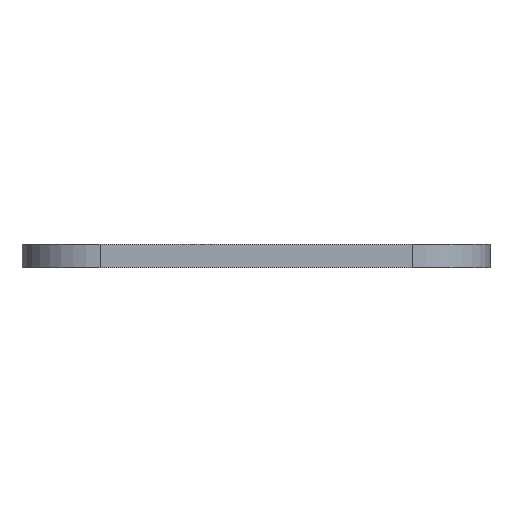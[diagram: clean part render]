
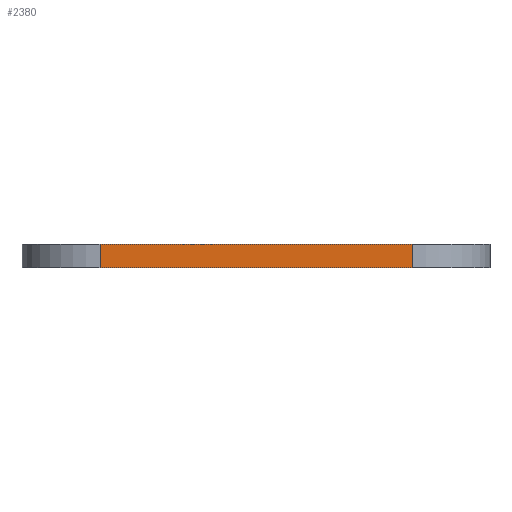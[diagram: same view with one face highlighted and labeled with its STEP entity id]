
A CAD part, front view. The second image highlights one B-rep face of the part: STEP entity #2380.
In plain terms, the highlighted planar face has unit normal (0, -1, 0).
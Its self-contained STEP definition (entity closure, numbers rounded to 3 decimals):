
#83=PLANE('',#2644);
#201=FACE_OUTER_BOUND('',#329,.T.);
#329=EDGE_LOOP('',(#2070,#2071,#2072,#2073));
#380=LINE('',#3520,#599);
#556=LINE('',#4065,#775);
#557=LINE('',#4068,#776);
#558=LINE('',#4069,#777);
#599=VECTOR('',#2799,10.);
#775=VECTOR('',#3357,10.);
#776=VECTOR('',#3360,10.);
#777=VECTOR('',#3361,10.);
#964=VERTEX_POINT('',#3517);
#965=VERTEX_POINT('',#3519);
#1143=VERTEX_POINT('',#4063);
#1144=VERTEX_POINT('',#4067);
#1217=EDGE_CURVE('',#965,#964,#380,.T.);
#1491=EDGE_CURVE('',#964,#1143,#556,.T.);
#1492=EDGE_CURVE('',#1144,#1143,#557,.T.);
#1493=EDGE_CURVE('',#965,#1144,#558,.T.);
#2070=ORIENTED_EDGE('',*,*,#1217,.T.);
#2071=ORIENTED_EDGE('',*,*,#1491,.T.);
#2072=ORIENTED_EDGE('',*,*,#1492,.F.);
#2073=ORIENTED_EDGE('',*,*,#1493,.F.);
#2380=ADVANCED_FACE('',(#201),#83,.T.);
#2644=AXIS2_PLACEMENT_3D('',#4066,#3358,#3359);
#2799=DIRECTION('',(1.,0.,0.));
#3357=DIRECTION('',(0.,0.,1.));
#3358=DIRECTION('center_axis',(0.,-1.,0.));
#3359=DIRECTION('ref_axis',(1.,0.,0.));
#3360=DIRECTION('',(1.,0.,0.));
#3361=DIRECTION('',(0.,0.,1.));
#3517=CARTESIAN_POINT('',(-40.,-240.,0.));
#3519=CARTESIAN_POINT('',(-200.,-240.,0.));
#3520=CARTESIAN_POINT('',(-200.,-240.,0.));
#4063=CARTESIAN_POINT('',(-40.,-240.,12.));
#4065=CARTESIAN_POINT('',(-40.,-240.,0.));
#4066=CARTESIAN_POINT('Origin',(-200.,-240.,0.));
#4067=CARTESIAN_POINT('',(-200.,-240.,12.));
#4068=CARTESIAN_POINT('',(-200.,-240.,12.));
#4069=CARTESIAN_POINT('',(-200.,-240.,0.));
